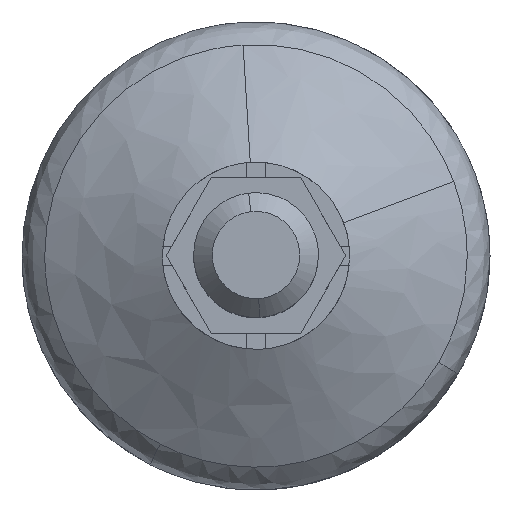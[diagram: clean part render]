
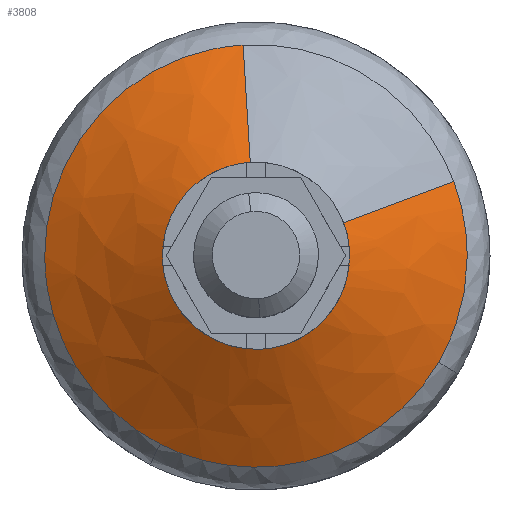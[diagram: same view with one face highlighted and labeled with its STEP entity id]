
A CAD part, top view. The second image highlights one B-rep face of the part: STEP entity #3808.
In plain terms, the highlighted free-form (B-spline) face has degree [2, 1] with [9, 2] control points.
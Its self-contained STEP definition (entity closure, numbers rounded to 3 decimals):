
#3555=CARTESIAN_POINT('',(0.366,-5.989,9.9));
#3556=VERTEX_POINT('',#3555);
#3562=CARTESIAN_POINT('',(6.0,0.0,9.9));
#3563=VERTEX_POINT('',#3562);
#3564=CARTESIAN_POINT('',(6.0,0.0,9.9));
#3565=CARTESIAN_POINT('',(6.,-5.644,9.9));
#3566=CARTESIAN_POINT('',(0.366,-5.989,9.9));
#3574=(BOUNDED_CURVE()B_SPLINE_CURVE(2,(#3564,#3565,#3566),.UNSPECIFIED.,.F.,.U.)B_SPLINE_CURVE_WITH_KNOTS((3,3),(0.5,0.739),.UNSPECIFIED.)CURVE()GEOMETRIC_REPRESENTATION_ITEM()RATIONAL_B_SPLINE_CURVE((1.0,0.72,0.976))REPRESENTATION_ITEM(''));
#3575=EDGE_CURVE('',#3563,#3556,#3574,.T.);
#3577=CARTESIAN_POINT('',(5.617,2.11,9.9));
#3578=VERTEX_POINT('',#3577);
#3579=CARTESIAN_POINT('',(5.617,2.11,9.9));
#3580=CARTESIAN_POINT('',(6.0,1.09,9.9));
#3581=CARTESIAN_POINT('',(6.0,0.0,9.9));
#3589=(BOUNDED_CURVE()B_SPLINE_CURVE(2,(#3579,#3580,#3581),.UNSPECIFIED.,.F.,.U.)B_SPLINE_CURVE_WITH_KNOTS((3,3),(0.44,0.5),.UNSPECIFIED.)CURVE()GEOMETRIC_REPRESENTATION_ITEM()RATIONAL_B_SPLINE_CURVE((0.893,0.93,1.0))REPRESENTATION_ITEM(''));
#3590=EDGE_CURVE('',#3578,#3563,#3589,.T.);
#3592=CARTESIAN_POINT('',(-0.366,5.989,9.9));
#3593=VERTEX_POINT('',#3592);
#3609=CARTESIAN_POINT('',(-6.0,0.0,9.9));
#3610=VERTEX_POINT('',#3609);
#3611=CARTESIAN_POINT('',(-6.0,0.0,9.9));
#3612=CARTESIAN_POINT('',(-6.,5.644,9.9));
#3613=CARTESIAN_POINT('',(-0.366,5.989,9.9));
#3621=(BOUNDED_CURVE()B_SPLINE_CURVE(2,(#3611,#3612,#3613),.UNSPECIFIED.,.F.,.U.)B_SPLINE_CURVE_WITH_KNOTS((3,3),(0.0,0.239),.UNSPECIFIED.)CURVE()GEOMETRIC_REPRESENTATION_ITEM()RATIONAL_B_SPLINE_CURVE((1.0,0.72,0.976))REPRESENTATION_ITEM(''));
#3622=EDGE_CURVE('',#3610,#3593,#3621,.T.);
#3624=CARTESIAN_POINT('',(-5.617,-2.11,9.9));
#3625=VERTEX_POINT('',#3624);
#3626=CARTESIAN_POINT('',(-5.617,-2.11,9.9));
#3627=CARTESIAN_POINT('',(-6.,-1.09,9.9));
#3628=CARTESIAN_POINT('',(-6.0,0.0,9.9));
#3636=(BOUNDED_CURVE()B_SPLINE_CURVE(2,(#3626,#3627,#3628),.UNSPECIFIED.,.F.,.U.)B_SPLINE_CURVE_WITH_KNOTS((3,3),(0.94,1.0),.UNSPECIFIED.)CURVE()GEOMETRIC_REPRESENTATION_ITEM()RATIONAL_B_SPLINE_CURVE((0.893,0.93,1.0))REPRESENTATION_ITEM(''));
#3637=EDGE_CURVE('',#3625,#3610,#3636,.T.);
#3667=CARTESIAN_POINT('',(0.366,-5.989,9.9));
#3668=CARTESIAN_POINT('',(0.183,-6.0,9.9));
#3669=CARTESIAN_POINT('',(0.0,-6.0,9.9));
#3670=CARTESIAN_POINT('',(-4.156,-6.0,9.9));
#3671=CARTESIAN_POINT('',(-5.617,-2.11,9.9));
#3679=(BOUNDED_CURVE()B_SPLINE_CURVE(2,(#3667,#3668,#3669,#3670,#3671),.UNSPECIFIED.,.F.,.U.)B_SPLINE_CURVE_WITH_KNOTS((3,2,3),(0.739,0.75,0.94),.UNSPECIFIED.)CURVE()GEOMETRIC_REPRESENTATION_ITEM()RATIONAL_B_SPLINE_CURVE((0.976,0.988,1.0,0.777,0.893))REPRESENTATION_ITEM(''));
#3680=EDGE_CURVE('',#3556,#3625,#3679,.T.);
#3686=CARTESIAN_POINT('',(5.44,2.043,10.013));
#3687=CARTESIAN_POINT('',(5.747,1.226,10.013));
#3688=CARTESIAN_POINT('',(5.801,0.355,10.013));
#3689=CARTESIAN_POINT('',(6.155,-5.446,10.013));
#3690=CARTESIAN_POINT('',(0.355,-5.801,10.013));
#3691=CARTESIAN_POINT('',(-5.446,-6.155,10.013));
#3692=CARTESIAN_POINT('',(-5.801,-0.355,10.013));
#3693=CARTESIAN_POINT('',(-6.155,5.446,10.013));
#3694=CARTESIAN_POINT('',(-0.355,5.801,10.013));
#3695=CARTESIAN_POINT('',(12.86,4.83,5.258));
#3696=CARTESIAN_POINT('',(13.585,2.898,5.258));
#3697=CARTESIAN_POINT('',(13.711,0.839,5.258));
#3698=CARTESIAN_POINT('',(14.55,-12.873,5.258));
#3699=CARTESIAN_POINT('',(0.839,-13.711,5.258));
#3700=CARTESIAN_POINT('',(-12.873,-14.55,5.258));
#3701=CARTESIAN_POINT('',(-13.711,-0.839,5.258));
#3702=CARTESIAN_POINT('',(-14.55,12.873,5.258));
#3703=CARTESIAN_POINT('',(-0.839,13.711,5.258));
#3711=(BOUNDED_SURFACE()B_SPLINE_SURFACE(2,1,((#3686,#3695),(#3687,#3696),(#3688,#3697),(#3689,#3698),(#3690,#3699),(#3691,#3700),(#3692,#3701),(#3693,#3702),(#3694,#3703)),.UNSPECIFIED.,.F.,.F.,.U.)B_SPLINE_SURFACE_WITH_KNOTS((3,2,2,2,3),(2,2),(0.0,4.552,27.312,50.072,72.832),(0.0,9.242),.UNSPECIFIED.)GEOMETRIC_REPRESENTATION_ITEM()RATIONAL_B_SPLINE_SURFACE(((0.906,0.906),(0.941,0.941),(1.0,1.0),(0.707,0.707),(1.0,1.0),(0.707,0.707),(1.0,1.0),(0.707,0.707),(1.0,1.0)))REPRESENTATION_ITEM('')SURFACE());
#3712=ORIENTED_EDGE('',*,*,#3590,.T.);
#3713=ORIENTED_EDGE('',*,*,#3575,.T.);
#3714=ORIENTED_EDGE('',*,*,#3680,.T.);
#3715=ORIENTED_EDGE('',*,*,#3637,.T.);
#3716=ORIENTED_EDGE('',*,*,#3622,.T.);
#3717=CARTESIAN_POINT('',(-0.827,13.518,5.374));
#3718=VERTEX_POINT('',#3717);
#3719=CARTESIAN_POINT('',(-0.366,5.989,9.9));
#3720=CARTESIAN_POINT('',(-0.827,13.518,5.374));
#3721=QUASI_UNIFORM_CURVE('',1,(#3719,#3720),.UNSPECIFIED.,.F.,.U.);
#3722=EDGE_CURVE('',#3593,#3718,#3721,.T.);
#3723=ORIENTED_EDGE('',*,*,#3722,.T.);
#3724=CARTESIAN_POINT('',(-13.543,0.0,5.374));
#3725=VERTEX_POINT('',#3724);
#3726=CARTESIAN_POINT('',(-13.543,0.0,5.374));
#3727=CARTESIAN_POINT('',(-13.543,12.74,5.374));
#3728=CARTESIAN_POINT('',(-0.827,13.518,5.374));
#3736=(BOUNDED_CURVE()B_SPLINE_CURVE(2,(#3726,#3727,#3728),.UNSPECIFIED.,.F.,.U.)B_SPLINE_CURVE_WITH_KNOTS((3,3),(0.0,0.239),.UNSPECIFIED.)CURVE()GEOMETRIC_REPRESENTATION_ITEM()RATIONAL_B_SPLINE_CURVE((1.0,0.72,0.976))REPRESENTATION_ITEM(''));
#3737=EDGE_CURVE('',#3725,#3718,#3736,.T.);
#3738=ORIENTED_EDGE('',*,*,#3737,.F.);
#3739=CARTESIAN_POINT('',(-6.14,-12.071,5.374));
#3740=VERTEX_POINT('',#3739);
#3741=CARTESIAN_POINT('',(-6.14,-12.071,5.374));
#3742=CARTESIAN_POINT('',(-13.543,-8.306,5.374));
#3743=CARTESIAN_POINT('',(-13.543,0.0,5.374));
#3751=(BOUNDED_CURVE()B_SPLINE_CURVE(2,(#3741,#3742,#3743),.UNSPECIFIED.,.F.,.U.)B_SPLINE_CURVE_WITH_KNOTS((3,3),(0.827,1.0),.UNSPECIFIED.)CURVE()GEOMETRIC_REPRESENTATION_ITEM()RATIONAL_B_SPLINE_CURVE((0.875,0.797,1.0))REPRESENTATION_ITEM(''));
#3752=EDGE_CURVE('',#3740,#3725,#3751,.T.);
#3753=ORIENTED_EDGE('',*,*,#3752,.F.);
#3754=CARTESIAN_POINT('',(11.701,-6.821,5.374));
#3755=VERTEX_POINT('',#3754);
#3756=CARTESIAN_POINT('',(11.701,-6.821,5.374));
#3757=CARTESIAN_POINT('',(7.782,-13.543,5.374));
#3758=CARTESIAN_POINT('',(0.0,-13.543,5.374));
#3759=CARTESIAN_POINT('',(-3.247,-13.543,5.374));
#3760=CARTESIAN_POINT('',(-6.14,-12.071,5.374));
#3768=(BOUNDED_CURVE()B_SPLINE_CURVE(2,(#3756,#3757,#3758,#3759,#3760),.UNSPECIFIED.,.F.,.U.)B_SPLINE_CURVE_WITH_KNOTS((3,2,3),(0.586,0.75,0.827),.UNSPECIFIED.)CURVE()GEOMETRIC_REPRESENTATION_ITEM()RATIONAL_B_SPLINE_CURVE((0.868,0.808,1.0,0.91,0.875))REPRESENTATION_ITEM(''));
#3769=EDGE_CURVE('',#3755,#3740,#3768,.T.);
#3770=ORIENTED_EDGE('',*,*,#3769,.F.);
#3771=CARTESIAN_POINT('',(13.543,0.0,5.374));
#3772=VERTEX_POINT('',#3771);
#3773=CARTESIAN_POINT('',(13.543,0.0,5.374));
#3774=CARTESIAN_POINT('',(13.543,-3.659,5.374));
#3775=CARTESIAN_POINT('',(11.701,-6.821,5.374));
#3783=(BOUNDED_CURVE()B_SPLINE_CURVE(2,(#3773,#3774,#3775),.UNSPECIFIED.,.F.,.U.)B_SPLINE_CURVE_WITH_KNOTS((3,3),(0.5,0.586),.UNSPECIFIED.)CURVE()GEOMETRIC_REPRESENTATION_ITEM()RATIONAL_B_SPLINE_CURVE((1.0,0.899,0.868))REPRESENTATION_ITEM(''));
#3784=EDGE_CURVE('',#3772,#3755,#3783,.T.);
#3785=ORIENTED_EDGE('',*,*,#3784,.F.);
#3786=CARTESIAN_POINT('',(12.679,4.762,5.374));
#3787=VERTEX_POINT('',#3786);
#3788=CARTESIAN_POINT('',(12.679,4.762,5.374));
#3789=CARTESIAN_POINT('',(13.543,2.46,5.374));
#3790=CARTESIAN_POINT('',(13.543,0.0,5.374));
#3798=(BOUNDED_CURVE()B_SPLINE_CURVE(2,(#3788,#3789,#3790),.UNSPECIFIED.,.F.,.U.)B_SPLINE_CURVE_WITH_KNOTS((3,3),(0.44,0.5),.UNSPECIFIED.)CURVE()GEOMETRIC_REPRESENTATION_ITEM()RATIONAL_B_SPLINE_CURVE((0.893,0.93,1.0))REPRESENTATION_ITEM(''));
#3799=EDGE_CURVE('',#3787,#3772,#3798,.T.);
#3800=ORIENTED_EDGE('',*,*,#3799,.F.);
#3801=CARTESIAN_POINT('',(5.617,2.11,9.9));
#3802=CARTESIAN_POINT('',(12.679,4.762,5.374));
#3803=QUASI_UNIFORM_CURVE('',1,(#3801,#3802),.UNSPECIFIED.,.F.,.U.);
#3804=EDGE_CURVE('',#3578,#3787,#3803,.T.);
#3805=ORIENTED_EDGE('',*,*,#3804,.F.);
#3806=EDGE_LOOP('',(#3712,#3713,#3714,#3715,#3716,#3723,#3738,#3753,#3770,#3785,#3800,#3805));
#3807=FACE_OUTER_BOUND('',#3806,.T.);
#3808=ADVANCED_FACE('',(#3807),#3711,.T.);
